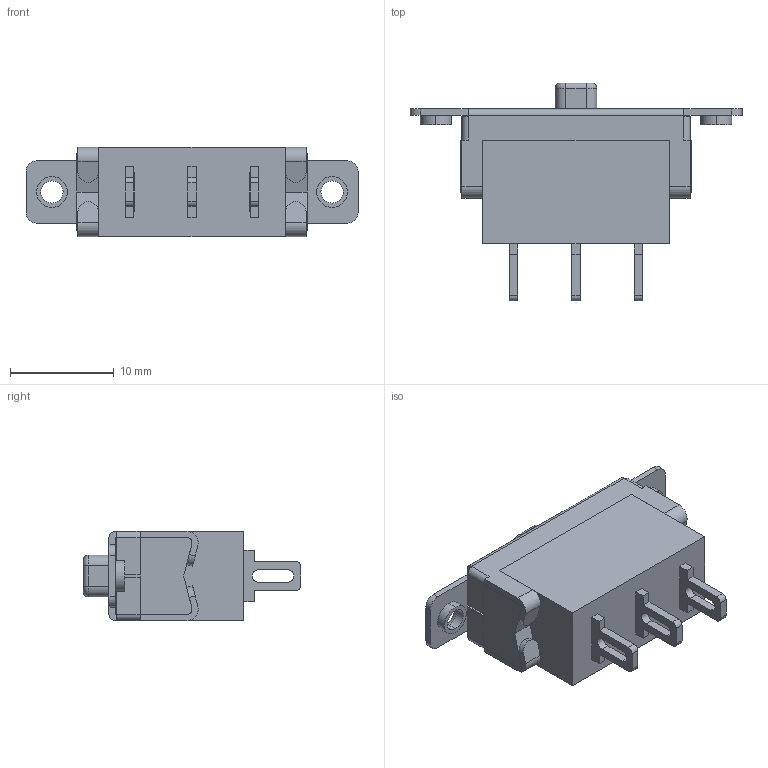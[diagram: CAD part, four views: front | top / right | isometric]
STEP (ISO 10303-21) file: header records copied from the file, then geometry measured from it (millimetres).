
FILE_DESCRIPTION (( 'STEP AP203' ), '1' );
FILE_NAME ('CSE01.STEP', '2020-03-05T00:36:55', ( '' ), ( '' ), 'SwSTEP 2.0', 'SolidWorks 2018', '' );
FILE_SCHEMA (( 'CONFIG_CONTROL_DESIGN' ));
Length unit declared in the file: millimetre
Products named in the file (5): 忋慻 僗儔僀僪 (C僔儕乕僘); 下組 スライド 1端子; 1端子 (Cシリーズ); 働乕僗 (扨嬌) (C僔儕乕僘); CSE01
Assembly tree (6 placements, depth 3):
  CSE01
    忋慻 僗儔僀僪 (C僔儕乕僘)
    下組 スライド 1端子
      働乕僗 (扨嬌) (C僔儕乕僘)
      1端子 (Cシリーズ)  x3
Bounding box: 32 x 21 x 8.6 mm (x, y, z)
Volume: 2360.3 mm3; surface area: 2322.3 mm2
Topology: 5 solids, 5 shells, 246 faces, 632 edges, 400 vertices
Faces by surface type: plane 160, cylinder 70, torus 12, sphere 4
Entity records: 6719 total; most frequent: DIRECTION 1092, CARTESIAN_POINT 1064, ORIENTED_EDGE 1040, EDGE_CURVE 520, VECTOR 380, LINE 380, AXIS2_PLACEMENT_3D 356, VERTEX_POINT 328
